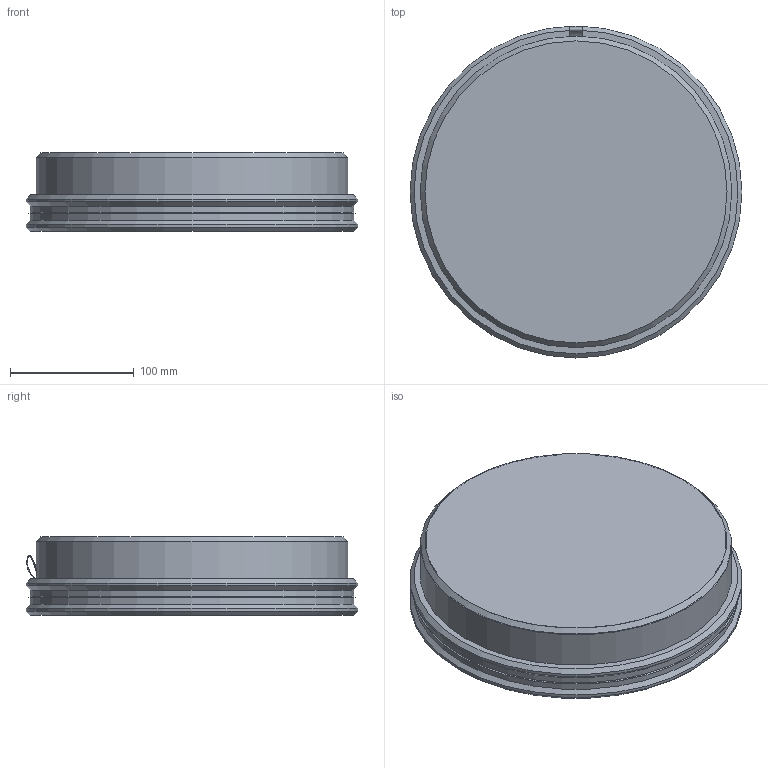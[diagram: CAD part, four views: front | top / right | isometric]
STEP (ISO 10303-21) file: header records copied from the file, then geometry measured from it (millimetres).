
FILE_DESCRIPTION(/* description */ (''),/* implementation_level */ '2;1');
FILE_NAME(/* name */ '20709 BFM Blanking Cap Seeflex 040E 250mm Dia v2.step',/* time_stamp */ '2023-07-19T09:32:08+12:00',/* author */ (''),/* organization */ (''),/* preprocessor_version */ 'ST-DEVELOPER v19.2',/* originating_system */ 'Autodesk Translation Framework v12.6.0.85',/* authorisation */ '');
FILE_SCHEMA (('AUTOMOTIVE_DESIGN { 1 0 10303 214 3 1 1 }'));
Length unit declared in the file: millimetre
Products named in the file (1): 20709 BFM Blanking Cap Seeflex 040E 250mm Dia
Bounding box: 268.4 x 268.4 x 63.57 mm (x, y, z)
Volume: 441991.1 mm3; surface area: 378193.7 mm2
Topology: 4 solids, 4 shells, 45 faces, 81 edges, 46 vertices
Faces by surface type: cone 17, cylinder 14, plane 12, bspline 2
Full cylindrical faces by diameter (mm): 250 x3, 251.8 x3, 261.8 x4, 268.4 x4
Entity records: 1293 total; most frequent: CARTESIAN_POINT 367, DIRECTION 203, ORIENTED_EDGE 162, AXIS2_PLACEMENT_3D 82, EDGE_CURVE 81, EDGE_LOOP 51, VERTEX_POINT 46, FACE_OUTER_BOUND 45
